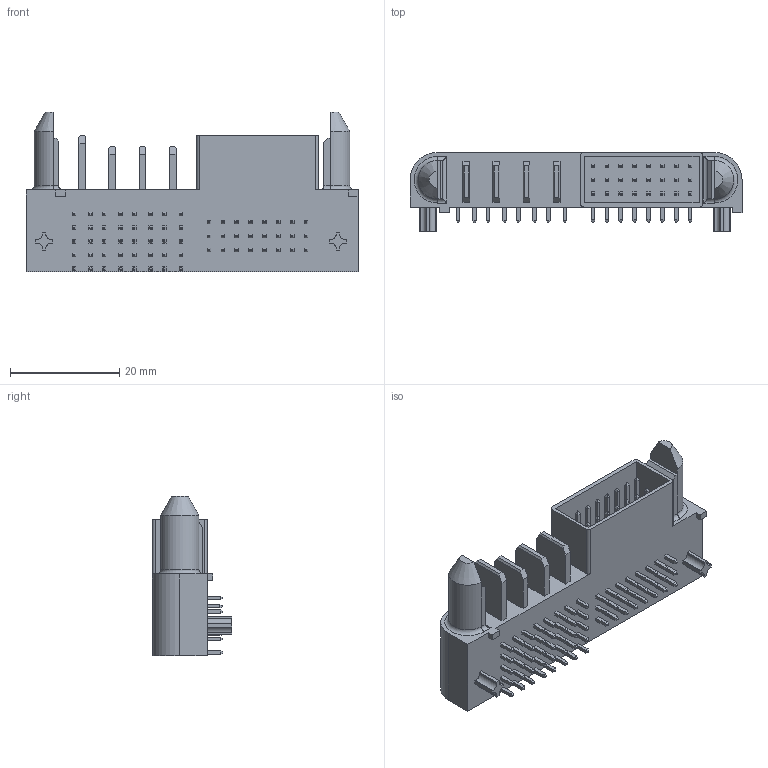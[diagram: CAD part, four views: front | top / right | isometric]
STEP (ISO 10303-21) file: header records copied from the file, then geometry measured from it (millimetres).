
FILE_DESCRIPTION((''),'2;1');
FILE_NAME('464373001','2020-10-20T',('me'),(''),'PRO/ENGINEER BY PARAMETRIC TECHNOLOGY CORPORATION, 2016010','PRO/ENGINEER BY PARAMETRIC TECHNOLOGY CORPORATION, 2016010','');
FILE_SCHEMA(('CONFIG_CONTROL_DESIGN'));
Length unit declared in the file: millimetre
Products named in the file (1): 464373001
Bounding box: 60.76 x 14.46 x 29.25 mm (x, y, z)
Volume: 10579.5 mm3; surface area: 6427.3 mm2
Topology: 1 solids, 1 shells, 916 faces, 2227 edges, 1418 vertices
Faces by surface type: plane 890, cylinder 22, torus 2, cone 2
Entity records: 25816 total; most frequent: CARTESIAN_POINT 4442, DIRECTION 4229, ORIENTED_EDGE 4174, EDGE_CURVE 2087, VECTOR 2051, LINE 2051, VERTEX_POINT 1270, AXIS2_PLACEMENT_3D 1089
